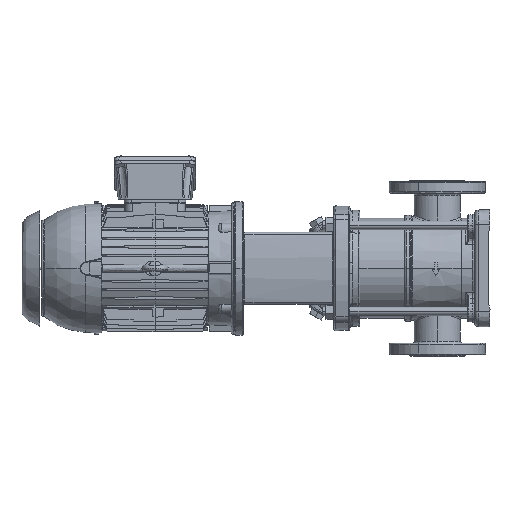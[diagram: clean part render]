
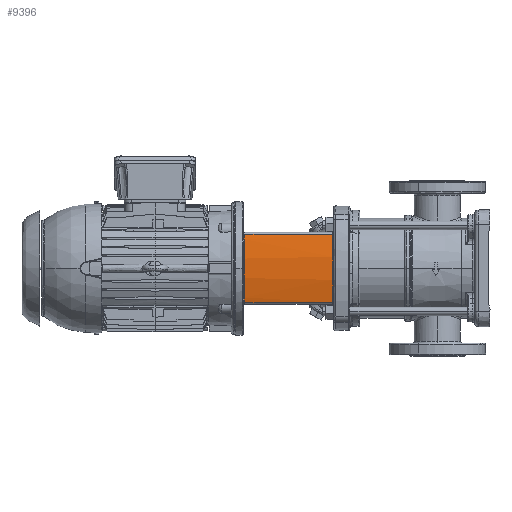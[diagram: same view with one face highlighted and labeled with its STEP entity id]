
A CAD part, left-side view. The second image highlights one B-rep face of the part: STEP entity #9396.
In plain terms, the highlighted cylindrical face has radius 247.5 mm (diameter 495 mm), a partial arc.
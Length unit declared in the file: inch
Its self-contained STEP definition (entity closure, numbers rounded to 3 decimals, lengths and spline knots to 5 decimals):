
#175 = ORIENTED_EDGE ( 'NONE', *, *, #119782, .T. ) ;
#810 = CARTESIAN_POINT ( 'NONE',  ( -2.30097, 11.03238, -3.79923 ) ) ;
#5019 = CARTESIAN_POINT ( 'NONE',  ( 2.30097, 6.9874, -3.79923 ) ) ;
#6216 = DIRECTION ( 'NONE',  ( 0., 1., 0. ) ) ;
#9070 = ORIENTED_EDGE ( 'NONE', *, *, #119983, .T. ) ;
#9380 = CARTESIAN_POINT ( 'NONE',  ( -2.30097, 13.02124, -3.79923 ) ) ;
#9396 = ADVANCED_FACE ( 'NONE', ( #53756 ), #34860, .T. ) ;
#11867 = CARTESIAN_POINT ( 'NONE',  ( 1.96076, 12.9874, -3.87549 ) ) ;
#12408 = CARTESIAN_POINT ( 'NONE',  ( 0., 12.9874, 5.66929 ) ) ;
#13236 = B_SPLINE_CURVE_WITH_KNOTS ( 'NONE', 3,
 ( #52156, #22275, #116833, #107661, #89346, #114433, #30848, #21683, #49753, #73466, #64888, #102110, #18544 ),
 .UNSPECIFIED., .F., .F.,
 ( 4, 2, 1, 1, 1, 2, 2, 4 ),
 ( 0., 0.25, 0.375, 0.4375, 0.46875, 0.48438, 0.5, 1. ),
 .UNSPECIFIED. ) ;
#13389 = CARTESIAN_POINT ( 'NONE',  ( -1.96076, 12.9874, -3.87549 ) ) ;
#15109 = CARTESIAN_POINT ( 'NONE',  ( 2.02635, 12.98813, -3.86183 ) ) ;
#17674 = EDGE_CURVE ( 'NONE', #110826, #116720, #44677, .T. ) ;
#18544 = CARTESIAN_POINT ( 'NONE',  ( -1.96076, 12.9874, -3.87549 ) ) ;
#19153 = AXIS2_PLACEMENT_3D ( 'NONE', #12408, #59941, #30716 ) ;
#20158 = ORIENTED_EDGE ( 'NONE', *, *, #38745, .F. ) ;
#21683 = CARTESIAN_POINT ( 'NONE',  ( -2.1557, 12.997, -3.83336 ) ) ;
#22275 = CARTESIAN_POINT ( 'NONE',  ( -2.27845, 13.01578, -3.8047 ) ) ;
#22839 = ORIENTED_EDGE ( 'NONE', *, *, #65336, .T. ) ;
#23228 = AXIS2_PLACEMENT_3D ( 'NONE', #33657, #91555, #73292 ) ;
#23977 = B_SPLINE_CURVE_WITH_KNOTS ( 'NONE', 3,
 ( #82008, #63705, #15109, #46629, #82611, #35646, #100918, #92339, #26514, #83828, #55142, #107208 ),
 .UNSPECIFIED., .F., .F.,
 ( 4, 2, 1, 1, 2, 2, 4 ),
 ( 0., 0.25, 0.375, 0.4375, 0.46875, 0.5, 1. ),
 .UNSPECIFIED. ) ;
#26514 = CARTESIAN_POINT ( 'NONE',  ( 2.1444, 12.99584, -3.83591 ) ) ;
#27661 = CARTESIAN_POINT ( 'NONE',  ( -2.30097, 7.05465, -3.79923 ) ) ;
#30716 = DIRECTION ( 'NONE',  ( 0., 0., 1. ) ) ;
#30848 = CARTESIAN_POINT ( 'NONE',  ( -2.16095, 12.99756, -3.83217 ) ) ;
#32780 = CARTESIAN_POINT ( 'NONE',  ( -2.30097, 13.02124, -3.79923 ) ) ;
#33657 = CARTESIAN_POINT ( 'NONE',  ( 0., 7.05465, 5.66929 ) ) ;
#34860 = CYLINDRICAL_SURFACE ( 'NONE', #74385, 9.74409 ) ;
#35646 = CARTESIAN_POINT ( 'NONE',  ( 2.12228, 12.99379, -3.84088 ) ) ;
#38044 = CARTESIAN_POINT ( 'NONE',  ( -2.30097, 9.04351, -3.79923 ) ) ;
#38745 = EDGE_CURVE ( 'NONE', #110826, #89683, #58099, .T. ) ;
#44677 = CIRCLE ( 'NONE', #23228, 9.74409 ) ;
#46629 = CARTESIAN_POINT ( 'NONE',  ( 2.07315, 12.99033, -3.85172 ) ) ;
#48064 = CARTESIAN_POINT ( 'NONE',  ( 2.30097, 7.05465, -3.79923 ) ) ;
#48845 = ORIENTED_EDGE ( 'NONE', *, *, #17674, .T. ) ;
#49753 = CARTESIAN_POINT ( 'NONE',  ( -2.15219, 12.99663, -3.83415 ) ) ;
#50055 = CARTESIAN_POINT ( 'NONE',  ( -2.30097, 7.05465, -3.79923 ) ) ;
#52156 = CARTESIAN_POINT ( 'NONE',  ( -2.30097, 13.02124, -3.79923 ) ) ;
#53756 = FACE_OUTER_BOUND ( 'NONE', #100930, .T. ) ;
#55142 = CARTESIAN_POINT ( 'NONE',  ( 2.25575, 13.01028, -3.81022 ) ) ;
#58099 = LINE ( 'NONE', #5019, #107009 ) ;
#59941 = DIRECTION ( 'NONE',  ( 0., -1., 0. ) ) ;
#63705 = CARTESIAN_POINT ( 'NONE',  ( 1.99409, 12.9874, -3.86864 ) ) ;
#64888 = CARTESIAN_POINT ( 'NONE',  ( -2.09032, 12.99036, -3.84814 ) ) ;
#65336 = EDGE_CURVE ( 'NONE', #119890, #98028, #13236, .T. ) ;
#72079 = DIRECTION ( 'NONE',  ( 0., 1., 0. ) ) ;
#73292 = DIRECTION ( 'NONE',  ( 0.238, 0., -0.971 ) ) ;
#73466 = CARTESIAN_POINT ( 'NONE',  ( -2.15048, 12.99646, -3.83454 ) ) ;
#73741 = CIRCLE ( 'NONE', #19153, 9.74409 ) ;
#74385 = AXIS2_PLACEMENT_3D ( 'NONE', #90954, #72079, #109290 ) ;
#82008 = CARTESIAN_POINT ( 'NONE',  ( 1.96076, 12.9874, -3.87549 ) ) ;
#82611 = CARTESIAN_POINT ( 'NONE',  ( 2.09615, 12.99171, -3.84669 ) ) ;
#83828 = CARTESIAN_POINT ( 'NONE',  ( 2.20476, 13.00193, -3.82227 ) ) ;
#89272 = VERTEX_POINT ( 'NONE', #11867 ) ;
#89346 = CARTESIAN_POINT ( 'NONE',  ( -2.19686, 13.00185, -3.82394 ) ) ;
#89683 = VERTEX_POINT ( 'NONE', #110006 ) ;
#90954 = CARTESIAN_POINT ( 'NONE',  ( 0., 6.9874, 5.66929 ) ) ;
#91555 = DIRECTION ( 'NONE',  ( 0., 1., 0. ) ) ;
#92339 = CARTESIAN_POINT ( 'NONE',  ( 2.14067, 12.99548, -3.83676 ) ) ;
#94454 = B_SPLINE_CURVE_WITH_KNOTS ( 'NONE', 3,
 ( #27661, #38044, #810, #9380 ),
 .UNSPECIFIED., .F., .F.,
 ( 4, 4 ),
 ( 0., 1. ),
 .UNSPECIFIED. ) ;
#98028 = VERTEX_POINT ( 'NONE', #13389 ) ;
#100918 = CARTESIAN_POINT ( 'NONE',  ( 2.13333, 12.99479, -3.8384 ) ) ;
#100930 = EDGE_LOOP ( 'NONE', ( #175, #9070, #20158, #48845, #117019, #22839 ) ) ;
#102110 = CARTESIAN_POINT ( 'NONE',  ( -2.02769, 12.9874, -3.86174 ) ) ;
#107009 = VECTOR ( 'NONE', #6216, 39.37008 ) ;
#107208 = CARTESIAN_POINT ( 'NONE',  ( 2.30097, 13.02124, -3.79923 ) ) ;
#107661 = CARTESIAN_POINT ( 'NONE',  ( -2.21644, 13.00473, -3.81938 ) ) ;
#109290 = DIRECTION ( 'NONE',  ( 0., 0., 1. ) ) ;
#110006 = CARTESIAN_POINT ( 'NONE',  ( 2.30097, 13.02124, -3.79923 ) ) ;
#110826 = VERTEX_POINT ( 'NONE', #48064 ) ;
#112796 = EDGE_CURVE ( 'NONE', #116720, #119890, #94454, .T. ) ;
#114433 = CARTESIAN_POINT ( 'NONE',  ( -2.17308, 12.99892, -3.8294 ) ) ;
#116720 = VERTEX_POINT ( 'NONE', #50055 ) ;
#116833 = CARTESIAN_POINT ( 'NONE',  ( -2.25451, 13.01097, -3.81044 ) ) ;
#117019 = ORIENTED_EDGE ( 'NONE', *, *, #112796, .T. ) ;
#119782 = EDGE_CURVE ( 'NONE', #98028, #89272, #73741, .T. ) ;
#119890 = VERTEX_POINT ( 'NONE', #32780 ) ;
#119983 = EDGE_CURVE ( 'NONE', #89272, #89683, #23977, .T. ) ;
